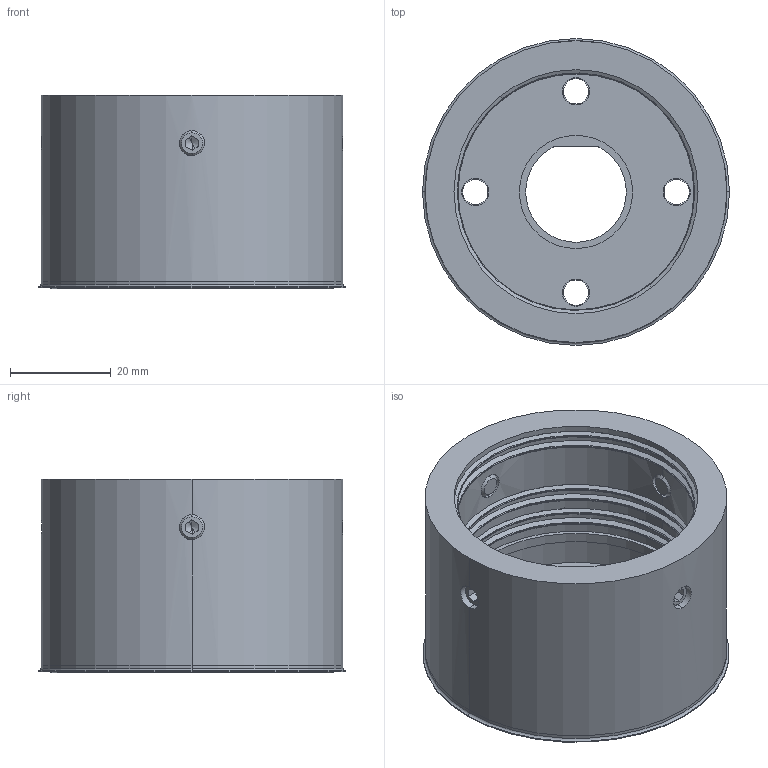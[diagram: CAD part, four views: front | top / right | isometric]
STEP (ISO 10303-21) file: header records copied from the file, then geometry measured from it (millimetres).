
FILE_DESCRIPTION (( 'STEP AP203' ), '1' );
FILE_NAME ('+JSBRU001 R01.STEP', '2019-03-14T12:58:48', ( '' ), ( '' ), 'SwSTEP 2.0', 'SolidWorks 2018', '' );
FILE_SCHEMA (( 'CONFIG_CONTROL_DESIGN' ));
Length unit declared in the file: millimetre
Products named in the file (1): +JSBRU001 R01
Bounding box: 61 x 61 x 38.4 mm (x, y, z)
Volume: 40247.3 mm3; surface area: 37736 mm2
Topology: 9 solids, 9 shells, 656 faces, 1510 edges, 970 vertices
Faces by surface type: plane 299, cylinder 225, cone 104, torus 28
Entity records: 19279 total; most frequent: CARTESIAN_POINT 3777, DIRECTION 3404, ORIENTED_EDGE 3004, EDGE_CURVE 1502, AXIS2_PLACEMENT_3D 1285, VERTEX_POINT 970, LINE 834, VECTOR 834
